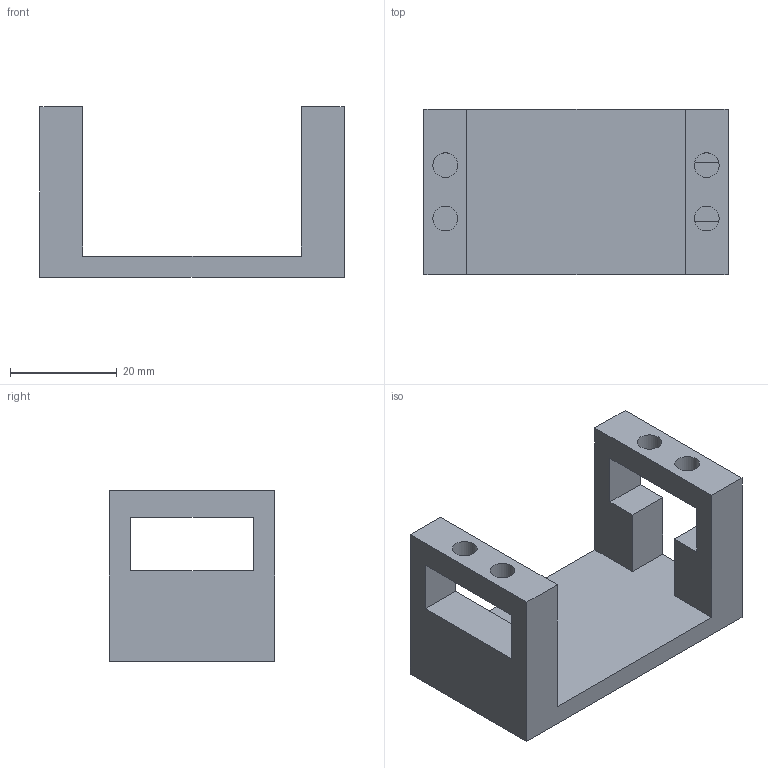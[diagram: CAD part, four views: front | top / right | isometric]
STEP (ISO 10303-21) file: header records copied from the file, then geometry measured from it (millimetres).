
FILE_DESCRIPTION(/* description */ (''),/* implementation_level */ '2;1');
FILE_NAME(/* name */ 'servo-holder-arm.step',/* time_stamp */ '2024-02-01T16:22:29+01:00',/* author */ (''),/* organization */ (''),/* preprocessor_version */ 'ST-DEVELOPER v20',/* originating_system */ 'Autodesk Translation Framework v12.14.0.127',/* authorisation */ '');
FILE_SCHEMA (('AUTOMOTIVE_DESIGN { 1 0 10303 214 3 1 1 }'));
Length unit declared in the file: millimetre
Products named in the file (1): servo-holder-arm
Bounding box: 57 x 31 x 32 mm (x, y, z)
Volume: 15792.4 mm3; surface area: 8820.3 mm2
Topology: 1 solids, 1 shells, 25 faces, 72 edges, 48 vertices
Faces by surface type: plane 21, cylinder 4
Full cylindrical faces by diameter (mm): 4.65 x4
Entity records: 878 total; most frequent: CARTESIAN_POINT 146, ORIENTED_EDGE 144, DIRECTION 132, EDGE_CURVE 72, LINE 64, VECTOR 64, VERTEX_POINT 48, EDGE_LOOP 36
